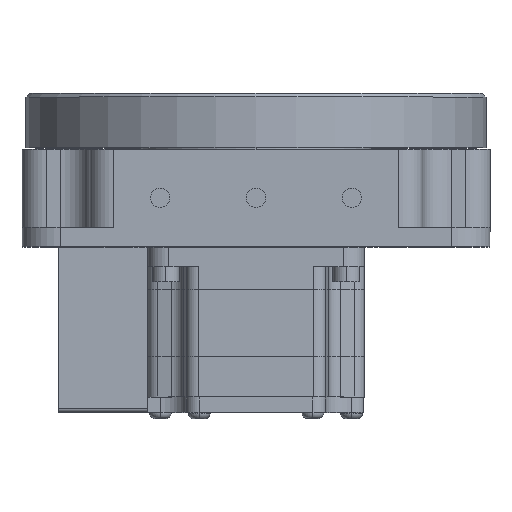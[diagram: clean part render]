
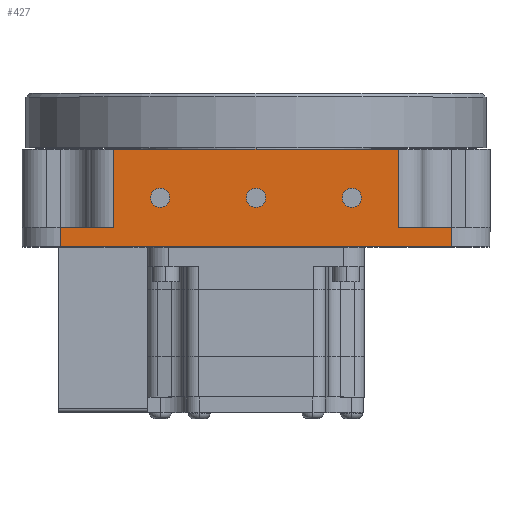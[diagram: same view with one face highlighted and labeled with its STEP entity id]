
A CAD part, top view. The second image highlights one B-rep face of the part: STEP entity #427.
In plain terms, the highlighted planar face has unit normal (0, 0, 1).
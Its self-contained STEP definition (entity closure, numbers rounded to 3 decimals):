
#96 = EDGE_CURVE ( 'NONE', #7146, #15650, #16276, .T. ) ;
#260 = DIRECTION ( 'NONE',  ( 0., -1., 0. ) ) ;
#348 = CARTESIAN_POINT ( 'NONE',  ( -2.5, 12.7, 61. ) ) ;
#427 = ADVANCED_FACE ( 'NONE', ( #14799, #19263, #17431, #483 ), #19064, .F. ) ;
#483 = FACE_OUTER_BOUND ( 'NONE', #11829, .T. ) ;
#665 = EDGE_CURVE ( 'NONE', #3215, #2816, #17212, .T. ) ;
#668 = ORIENTED_EDGE ( 'NONE', *, *, #2543, .F. ) ;
#675 = DIRECTION ( 'NONE',  ( 0., 0., 1. ) ) ;
#832 = VERTEX_POINT ( 'NONE', #19142 ) ;
#1003 = CARTESIAN_POINT ( 'NONE',  ( 0., 12.7, 61. ) ) ;
#1243 = CIRCLE ( 'NONE', #3841, 2.5 ) ;
#1273 = DIRECTION ( 'NONE',  ( 0., -1., 0. ) ) ;
#1398 = EDGE_LOOP ( 'NONE', ( #1782, #12766 ) ) ;
#1527 = DIRECTION ( 'NONE',  ( 0., 0., 1. ) ) ;
#1582 = DIRECTION ( 'NONE',  ( 1., 0., 0. ) ) ;
#1782 = ORIENTED_EDGE ( 'NONE', *, *, #8497, .F. ) ;
#1866 = VECTOR ( 'NONE', #19540, 1000. ) ;
#2056 = AXIS2_PLACEMENT_3D ( 'NONE', #10021, #17530, #6770 ) ;
#2128 = CARTESIAN_POINT ( 'NONE',  ( -51., 25.38, 61. ) ) ;
#2543 = EDGE_CURVE ( 'NONE', #15650, #7146, #6400, .T. ) ;
#2563 = CARTESIAN_POINT ( 'NONE',  ( -51., 25.38, 61. ) ) ;
#2596 = VERTEX_POINT ( 'NONE', #5343 ) ;
#2816 = VERTEX_POINT ( 'NONE', #18813 ) ;
#3058 = VERTEX_POINT ( 'NONE', #4672 ) ;
#3166 = AXIS2_PLACEMENT_3D ( 'NONE', #19166, #675, #14401 ) ;
#3215 = VERTEX_POINT ( 'NONE', #8213 ) ;
#3406 = CARTESIAN_POINT ( 'NONE',  ( -37.1, 36.8, 61. ) ) ;
#3841 = AXIS2_PLACEMENT_3D ( 'NONE', #7191, #10240, #8808 ) ;
#4048 = EDGE_CURVE ( 'NONE', #15314, #15903, #7768, .T. ) ;
#4056 = DIRECTION ( 'NONE',  ( 0., 0., 1. ) ) ;
#4095 = EDGE_LOOP ( 'NONE', ( #5467, #16081 ) ) ;
#4298 = EDGE_CURVE ( 'NONE', #6743, #5267, #17969, .T. ) ;
#4672 = CARTESIAN_POINT ( 'NONE',  ( -51., 0., 61. ) ) ;
#4831 = CARTESIAN_POINT ( 'NONE',  ( 22.5, 12.7, 61. ) ) ;
#5267 = VERTEX_POINT ( 'NONE', #4831 ) ;
#5298 = EDGE_CURVE ( 'NONE', #6011, #15903, #17025, .T. ) ;
#5343 = CARTESIAN_POINT ( 'NONE',  ( -22.5, 12.7, 61. ) ) ;
#5467 = ORIENTED_EDGE ( 'NONE', *, *, #4298, .F. ) ;
#5543 = VECTOR ( 'NONE', #1582, 1000. ) ;
#6011 = VERTEX_POINT ( 'NONE', #11811 ) ;
#6219 = ORIENTED_EDGE ( 'NONE', *, *, #15806, .F. ) ;
#6237 = ORIENTED_EDGE ( 'NONE', *, *, #10731, .T. ) ;
#6400 = CIRCLE ( 'NONE', #3166, 2.5 ) ;
#6583 = CIRCLE ( 'NONE', #16327, 2.5 ) ;
#6743 = VERTEX_POINT ( 'NONE', #18890 ) ;
#6770 = DIRECTION ( 'NONE',  ( -1., 0., 0. ) ) ;
#7142 = LINE ( 'NONE', #14873, #1866 ) ;
#7146 = VERTEX_POINT ( 'NONE', #15624 ) ;
#7191 = CARTESIAN_POINT ( 'NONE',  ( -25., 12.7, 61. ) ) ;
#7425 = VECTOR ( 'NONE', #260, 1000. ) ;
#7508 = VECTOR ( 'NONE', #8752, 1000. ) ;
#7768 = LINE ( 'NONE', #8062, #5543 ) ;
#7955 = CARTESIAN_POINT ( 'NONE',  ( 37.1, 36.8, 61. ) ) ;
#8062 = CARTESIAN_POINT ( 'NONE',  ( -37.1, 5., 61. ) ) ;
#8162 = VECTOR ( 'NONE', #12936, 1000. ) ;
#8213 = CARTESIAN_POINT ( 'NONE',  ( 37.1, 25.38, 61. ) ) ;
#8349 = LINE ( 'NONE', #14564, #8162 ) ;
#8362 = EDGE_CURVE ( 'NONE', #6011, #3215, #10279, .T. ) ;
#8497 = EDGE_CURVE ( 'NONE', #2596, #11565, #16906, .T. ) ;
#8672 = CARTESIAN_POINT ( 'NONE',  ( 25., 12.7, 61. ) ) ;
#8752 = DIRECTION ( 'NONE',  ( 1., 0., 0. ) ) ;
#8808 = DIRECTION ( 'NONE',  ( 1., 0., 0. ) ) ;
#8978 = LINE ( 'NONE', #15191, #15682 ) ;
#9047 = DIRECTION ( 'NONE',  ( 1., 0., 0. ) ) ;
#9290 = DIRECTION ( 'NONE',  ( 0., -1., 0. ) ) ;
#9309 = ORIENTED_EDGE ( 'NONE', *, *, #4048, .F. ) ;
#10021 = CARTESIAN_POINT ( 'NONE',  ( -51., 25.38, 61. ) ) ;
#10103 = AXIS2_PLACEMENT_3D ( 'NONE', #1003, #4056, #10251 ) ;
#10240 = DIRECTION ( 'NONE',  ( 0., 0., 1. ) ) ;
#10251 = DIRECTION ( 'NONE',  ( 1., 0., 0. ) ) ;
#10279 = LINE ( 'NONE', #2563, #7508 ) ;
#10401 = DIRECTION ( 'NONE',  ( 1., 0., 0. ) ) ;
#10731 = EDGE_CURVE ( 'NONE', #15314, #3058, #15648, .T. ) ;
#10748 = VECTOR ( 'NONE', #9290, 1000. ) ;
#11479 = AXIS2_PLACEMENT_3D ( 'NONE', #8672, #16789, #10401 ) ;
#11565 = VERTEX_POINT ( 'NONE', #19148 ) ;
#11698 = ORIENTED_EDGE ( 'NONE', *, *, #16684, .F. ) ;
#11811 = CARTESIAN_POINT ( 'NONE',  ( -37.1, 25.38, 61. ) ) ;
#11829 = EDGE_LOOP ( 'NONE', ( #13684, #17716, #14390, #9309, #6237, #18055, #11698, #6219 ) ) ;
#12039 = DIRECTION ( 'NONE',  ( 0., 0., 1. ) ) ;
#12049 = AXIS2_PLACEMENT_3D ( 'NONE', #19823, #1527, #9047 ) ;
#12717 = VERTEX_POINT ( 'NONE', #18955 ) ;
#12766 = ORIENTED_EDGE ( 'NONE', *, *, #14963, .F. ) ;
#12936 = DIRECTION ( 'NONE',  ( 1., 0., 0. ) ) ;
#13207 = EDGE_CURVE ( 'NONE', #3058, #832, #8349, .T. ) ;
#13472 = CARTESIAN_POINT ( 'NONE',  ( 25., 12.7, 61. ) ) ;
#13684 = ORIENTED_EDGE ( 'NONE', *, *, #665, .F. ) ;
#14390 = ORIENTED_EDGE ( 'NONE', *, *, #5298, .T. ) ;
#14401 = DIRECTION ( 'NONE',  ( 1., 0., 0. ) ) ;
#14564 = CARTESIAN_POINT ( 'NONE',  ( -51., 0., 61. ) ) ;
#14799 = FACE_BOUND ( 'NONE', #4095, .T. ) ;
#14873 = CARTESIAN_POINT ( 'NONE',  ( 37.1, 5., 61. ) ) ;
#14963 = EDGE_CURVE ( 'NONE', #11565, #2596, #1243, .T. ) ;
#14999 = DIRECTION ( 'NONE',  ( 1., 0., 0. ) ) ;
#15130 = ORIENTED_EDGE ( 'NONE', *, *, #96, .F. ) ;
#15191 = CARTESIAN_POINT ( 'NONE',  ( 51., 25.38, 61. ) ) ;
#15314 = VERTEX_POINT ( 'NONE', #17735 ) ;
#15624 = CARTESIAN_POINT ( 'NONE',  ( 2.5, 12.7, 61. ) ) ;
#15648 = LINE ( 'NONE', #2128, #19955 ) ;
#15650 = VERTEX_POINT ( 'NONE', #348 ) ;
#15682 = VECTOR ( 'NONE', #1273, 1000. ) ;
#15806 = EDGE_CURVE ( 'NONE', #2816, #12717, #7142, .T. ) ;
#15903 = VERTEX_POINT ( 'NONE', #18311 ) ;
#16081 = ORIENTED_EDGE ( 'NONE', *, *, #16590, .F. ) ;
#16258 = DIRECTION ( 'NONE',  ( 0., -1., 0. ) ) ;
#16276 = CIRCLE ( 'NONE', #10103, 2.5 ) ;
#16327 = AXIS2_PLACEMENT_3D ( 'NONE', #13472, #12039, #14999 ) ;
#16590 = EDGE_CURVE ( 'NONE', #5267, #6743, #6583, .T. ) ;
#16684 = EDGE_CURVE ( 'NONE', #12717, #832, #8978, .T. ) ;
#16789 = DIRECTION ( 'NONE',  ( 0., 0., 1. ) ) ;
#16906 = CIRCLE ( 'NONE', #12049, 2.5 ) ;
#17025 = LINE ( 'NONE', #3406, #7425 ) ;
#17212 = LINE ( 'NONE', #7955, #10748 ) ;
#17431 = FACE_BOUND ( 'NONE', #1398, .T. ) ;
#17432 = EDGE_LOOP ( 'NONE', ( #15130, #668 ) ) ;
#17530 = DIRECTION ( 'NONE',  ( 0., 0., -1. ) ) ;
#17716 = ORIENTED_EDGE ( 'NONE', *, *, #8362, .F. ) ;
#17735 = CARTESIAN_POINT ( 'NONE',  ( -51., 5., 61. ) ) ;
#17969 = CIRCLE ( 'NONE', #11479, 2.5 ) ;
#18055 = ORIENTED_EDGE ( 'NONE', *, *, #13207, .T. ) ;
#18311 = CARTESIAN_POINT ( 'NONE',  ( -37.1, 5., 61. ) ) ;
#18813 = CARTESIAN_POINT ( 'NONE',  ( 37.1, 5., 61. ) ) ;
#18890 = CARTESIAN_POINT ( 'NONE',  ( 27.5, 12.7, 61. ) ) ;
#18955 = CARTESIAN_POINT ( 'NONE',  ( 51., 5., 61. ) ) ;
#19064 = PLANE ( 'NONE',  #2056 ) ;
#19142 = CARTESIAN_POINT ( 'NONE',  ( 51., 0., 61. ) ) ;
#19148 = CARTESIAN_POINT ( 'NONE',  ( -27.5, 12.7, 61. ) ) ;
#19166 = CARTESIAN_POINT ( 'NONE',  ( 0., 12.7, 61. ) ) ;
#19263 = FACE_BOUND ( 'NONE', #17432, .T. ) ;
#19540 = DIRECTION ( 'NONE',  ( 1., 0., 0. ) ) ;
#19823 = CARTESIAN_POINT ( 'NONE',  ( -25., 12.7, 61. ) ) ;
#19955 = VECTOR ( 'NONE', #16258, 1000. ) ;
